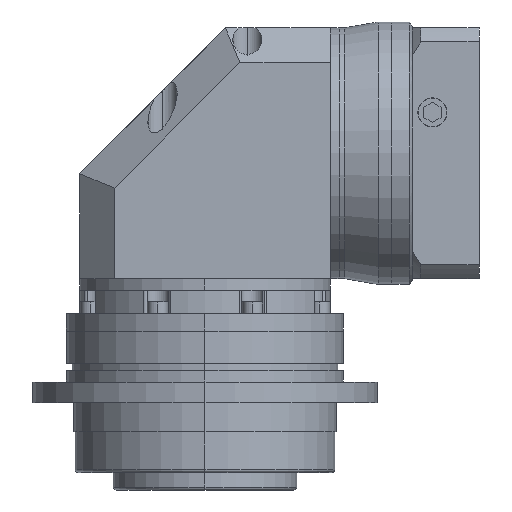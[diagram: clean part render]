
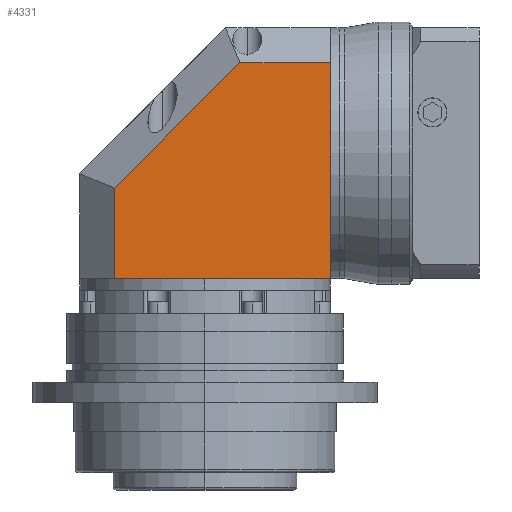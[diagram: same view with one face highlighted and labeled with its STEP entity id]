
A CAD part, left-side view. The second image highlights one B-rep face of the part: STEP entity #4331.
In plain terms, the highlighted planar face has unit normal (-1, 0, 0).
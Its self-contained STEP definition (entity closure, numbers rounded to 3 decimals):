
#1379 = LINE ( 'NONE', #14289, #10583 ) ;
#1867 = DIRECTION ( 'NONE',  ( 0., 0., -1. ) ) ;
#1878 = CARTESIAN_POINT ( 'NONE',  ( -43., -11.971, 74. ) ) ;
#2237 = DIRECTION ( 'NONE',  ( 0., -1., 0. ) ) ;
#2520 = VECTOR ( 'NONE', #1867, 1000. ) ;
#2723 = CARTESIAN_POINT ( 'NONE',  ( -43., -43., 43. ) ) ;
#2807 = VERTEX_POINT ( 'NONE', #2723 ) ;
#2884 = VERTEX_POINT ( 'NONE', #7711 ) ;
#3133 = ORIENTED_EDGE ( 'NONE', *, *, #11043, .T. ) ;
#3715 = ORIENTED_EDGE ( 'NONE', *, *, #4376, .F. ) ;
#3796 = DIRECTION ( 'NONE',  ( 0., 0.707, -0.707 ) ) ;
#4302 = VERTEX_POINT ( 'NONE', #6171 ) ;
#4331 = ADVANCED_FACE ( 'NONE', ( #14088 ), #13511, .F. ) ;
#4376 = EDGE_CURVE ( 'NONE', #10769, #2807, #5215, .T. ) ;
#4763 = ORIENTED_EDGE ( 'NONE', *, *, #5270, .T. ) ;
#4894 = EDGE_CURVE ( 'NONE', #14007, #2884, #5382, .T. ) ;
#4974 = VECTOR ( 'NONE', #3796, 1000. ) ;
#5018 = LINE ( 'NONE', #6317, #5771 ) ;
#5215 = LINE ( 'NONE', #11993, #10098 ) ;
#5270 = EDGE_CURVE ( 'NONE', #13565, #4302, #8192, .T. ) ;
#5382 = LINE ( 'NONE', #11877, #8209 ) ;
#5771 = VECTOR ( 'NONE', #7540, 1000. ) ;
#5895 = EDGE_CURVE ( 'NONE', #2807, #7246, #11752, .T. ) ;
#6171 = CARTESIAN_POINT ( 'NONE',  ( -43., 31., 31.029 ) ) ;
#6201 = EDGE_LOOP ( 'NONE', ( #4763, #3133, #10053, #7927, #11845, #3715, #13666 ) ) ;
#6274 = DIRECTION ( 'NONE',  ( 1., 0., 0. ) ) ;
#6317 = CARTESIAN_POINT ( 'NONE',  ( -43., -43., 74. ) ) ;
#7246 = VERTEX_POINT ( 'NONE', #8932 ) ;
#7419 = CARTESIAN_POINT ( 'NONE',  ( -43., -43., 86. ) ) ;
#7523 = AXIS2_PLACEMENT_3D ( 'NONE', #7419, #6274, #14729 ) ;
#7540 = DIRECTION ( 'NONE',  ( 0., 1., 0. ) ) ;
#7627 = DIRECTION ( 'NONE',  ( 0., 0., -1. ) ) ;
#7711 = CARTESIAN_POINT ( 'NONE',  ( -43., 0., 0. ) ) ;
#7927 = ORIENTED_EDGE ( 'NONE', *, *, #8042, .T. ) ;
#8042 = EDGE_CURVE ( 'NONE', #2884, #7246, #1379, .T. ) ;
#8192 = LINE ( 'NONE', #8611, #4974 ) ;
#8209 = VECTOR ( 'NONE', #2237, 1000. ) ;
#8611 = CARTESIAN_POINT ( 'NONE',  ( -43., 34.515, 27.515 ) ) ;
#8932 = CARTESIAN_POINT ( 'NONE',  ( -43., -43., 0. ) ) ;
#9361 = CARTESIAN_POINT ( 'NONE',  ( -43., -43., 74. ) ) ;
#9993 = CARTESIAN_POINT ( 'NONE',  ( -43., 31., 0. ) ) ;
#10053 = ORIENTED_EDGE ( 'NONE', *, *, #4894, .T. ) ;
#10098 = VECTOR ( 'NONE', #10752, 1000. ) ;
#10260 = CARTESIAN_POINT ( 'NONE',  ( -43., -43., 86. ) ) ;
#10583 = VECTOR ( 'NONE', #14231, 1000. ) ;
#10752 = DIRECTION ( 'NONE',  ( 0., 0., -1. ) ) ;
#10769 = VERTEX_POINT ( 'NONE', #9361 ) ;
#11043 = EDGE_CURVE ( 'NONE', #4302, #14007, #11045, .T. ) ;
#11045 = LINE ( 'NONE', #12501, #14257 ) ;
#11752 = LINE ( 'NONE', #10260, #2520 ) ;
#11845 = ORIENTED_EDGE ( 'NONE', *, *, #5895, .F. ) ;
#11877 = CARTESIAN_POINT ( 'NONE',  ( -43., -43., 0. ) ) ;
#11993 = CARTESIAN_POINT ( 'NONE',  ( -43., -43., 86. ) ) ;
#12501 = CARTESIAN_POINT ( 'NONE',  ( -43., 31., 86. ) ) ;
#13511 = PLANE ( 'NONE',  #7523 ) ;
#13565 = VERTEX_POINT ( 'NONE', #1878 ) ;
#13666 = ORIENTED_EDGE ( 'NONE', *, *, #15521, .T. ) ;
#14007 = VERTEX_POINT ( 'NONE', #9993 ) ;
#14088 = FACE_OUTER_BOUND ( 'NONE', #6201, .T. ) ;
#14231 = DIRECTION ( 'NONE',  ( 0., -1., 0. ) ) ;
#14257 = VECTOR ( 'NONE', #7627, 1000. ) ;
#14289 = CARTESIAN_POINT ( 'NONE',  ( -43., -43., 0. ) ) ;
#14729 = DIRECTION ( 'NONE',  ( 0., 0., -1. ) ) ;
#15521 = EDGE_CURVE ( 'NONE', #10769, #13565, #5018, .T. ) ;
